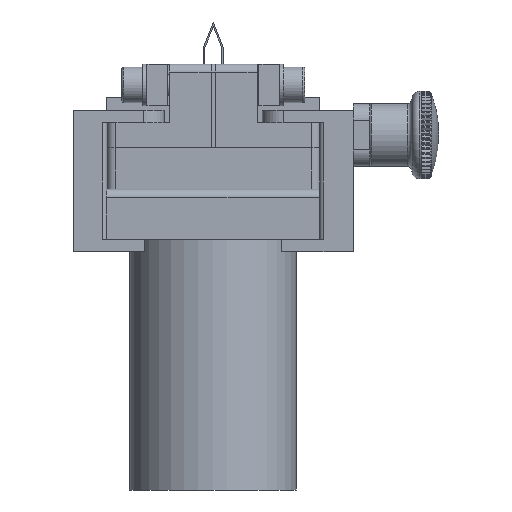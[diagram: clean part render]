
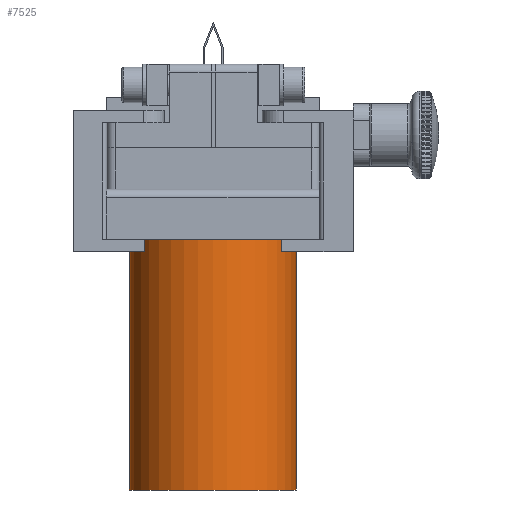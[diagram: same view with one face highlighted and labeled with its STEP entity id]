
A CAD part, front view. The second image highlights one B-rep face of the part: STEP entity #7525.
In plain terms, the highlighted cylindrical face has radius 20 mm (diameter 40 mm), a full revolution.
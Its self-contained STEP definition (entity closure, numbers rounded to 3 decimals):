
#972=FACE_OUTER_BOUND('',#1394,.T.);
#1394=EDGE_LOOP('',(#5280,#5281,#5282,#5283));
#1863=LINE('',#11446,#2438);
#2438=VECTOR('',#9138,20.);
#3002=CIRCLE('',#8241,20.);
#3003=CIRCLE('',#8245,20.);
#3417=VERTEX_POINT('',#11439);
#3418=VERTEX_POINT('',#11445);
#4157=EDGE_CURVE('',#3417,#3417,#3002,.T.);
#4159=EDGE_CURVE('',#3417,#3418,#1863,.T.);
#4160=EDGE_CURVE('',#3418,#3418,#3003,.T.);
#5280=ORIENTED_EDGE('',*,*,#4157,.F.);
#5281=ORIENTED_EDGE('',*,*,#4159,.T.);
#5282=ORIENTED_EDGE('',*,*,#4160,.T.);
#5283=ORIENTED_EDGE('',*,*,#4159,.F.);
#7462=CYLINDRICAL_SURFACE('',#8244,20.);
#7525=ADVANCED_FACE('',(#972),#7462,.T.);
#8241=AXIS2_PLACEMENT_3D('',#11440,#9129,#9130);
#8244=AXIS2_PLACEMENT_3D('',#11444,#9136,#9137);
#8245=AXIS2_PLACEMENT_3D('',#11447,#9139,#9140);
#9129=DIRECTION('center_axis',(0.,0.,1.));
#9130=DIRECTION('ref_axis',(1.,0.,0.));
#9136=DIRECTION('center_axis',(0.,0.,1.));
#9137=DIRECTION('ref_axis',(1.,0.,0.));
#9138=DIRECTION('',(0.,0.,-1.));
#9139=DIRECTION('center_axis',(0.,0.,1.));
#9140=DIRECTION('ref_axis',(1.,0.,0.));
#11439=CARTESIAN_POINT('',(-20.,0.,60.));
#11440=CARTESIAN_POINT('Origin',(0.,0.,60.));
#11444=CARTESIAN_POINT('Origin',(0.,0.,0.));
#11445=CARTESIAN_POINT('',(-20.,0.,0.));
#11446=CARTESIAN_POINT('',(-20.,0.,0.));
#11447=CARTESIAN_POINT('Origin',(0.,0.,0.));
